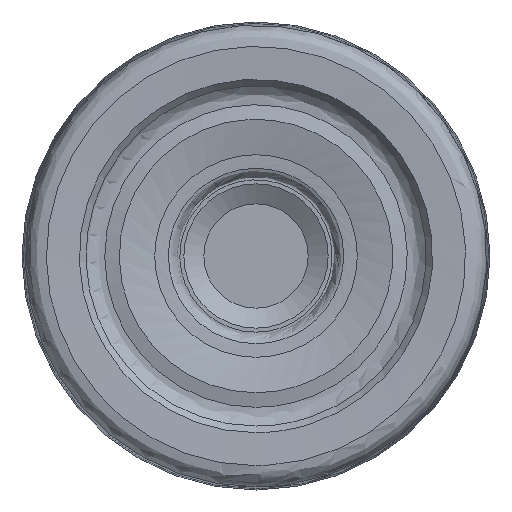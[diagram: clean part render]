
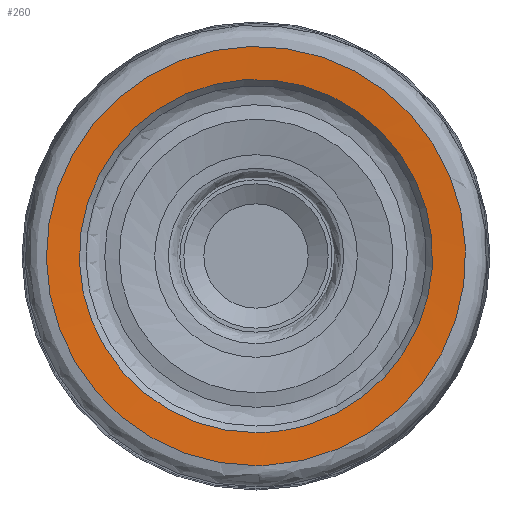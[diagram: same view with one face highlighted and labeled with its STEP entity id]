
A CAD part, left-side view. The second image highlights one B-rep face of the part: STEP entity #260.
In plain terms, the highlighted face is a revolution surface.
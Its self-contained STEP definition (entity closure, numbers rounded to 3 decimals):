
#32=SURFACE_OF_REVOLUTION('',#72,#52);
#52=AXIS1_PLACEMENT('',#875,#719);
#72=LINE('',#874,#84);
#84=VECTOR('',#718,1.254);
#260=ADVANCED_FACE('',(#311,#312),#32,.T.);
#311=FACE_BOUND('',#381,.T.);
#312=FACE_BOUND('',#382,.T.);
#381=EDGE_LOOP('',(#451));
#382=EDGE_LOOP('',(#452));
#451=ORIENTED_EDGE('',*,*,#541,.F.);
#452=ORIENTED_EDGE('',*,*,#542,.T.);
#506=VERTEX_POINT('',#871);
#507=VERTEX_POINT('',#873);
#541=EDGE_CURVE('',#506,#506,#576,.T.);
#542=EDGE_CURVE('',#507,#507,#577,.T.);
#576=CIRCLE('',#627,7.267);
#577=CIRCLE('',#628,6.123);
#627=AXIS2_PLACEMENT_3D('',#870,#714,#715);
#628=AXIS2_PLACEMENT_3D('',#872,#716,#717);
#714=DIRECTION('',(1.,0.,0.));
#715=DIRECTION('',(0.,0.,-1.));
#716=DIRECTION('',(1.,0.,0.));
#717=DIRECTION('',(0.,0.,-1.));
#718=DIRECTION('',(-0.052,-0.941,-0.335));
#719=DIRECTION('',(1.,0.,0.));
#870=CARTESIAN_POINT('',(0.046,0.,0.));
#871=CARTESIAN_POINT('',(0.046,0.,-7.267));
#872=CARTESIAN_POINT('',(0.111,0.,0.));
#873=CARTESIAN_POINT('',(0.111,0.,-6.123));
#874=CARTESIAN_POINT('',(0.111,-6.081,0.717));
#875=CARTESIAN_POINT('',(0.,0.,0.));
